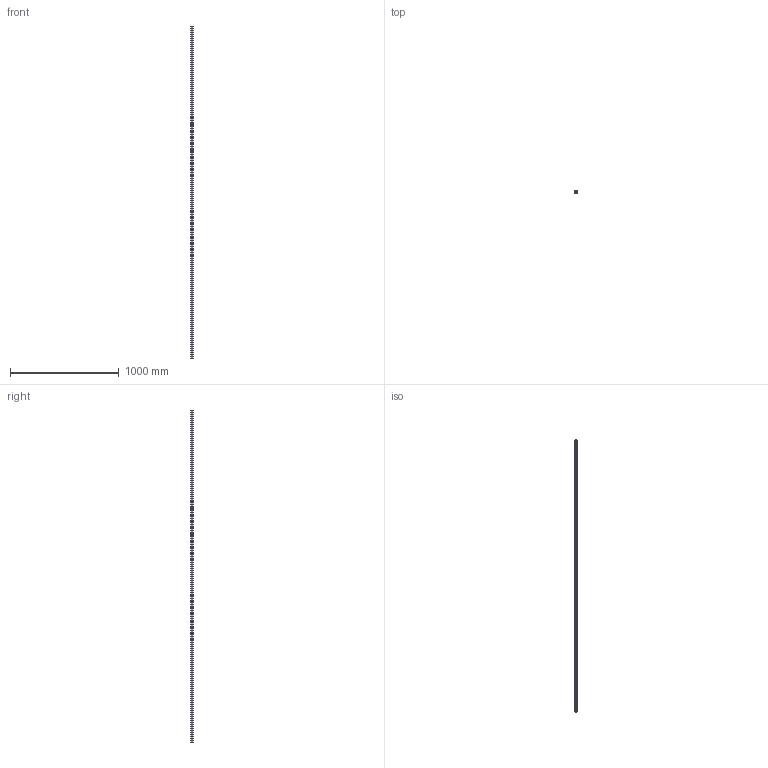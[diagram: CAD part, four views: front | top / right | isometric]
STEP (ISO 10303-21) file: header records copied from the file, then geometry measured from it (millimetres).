
FILE_DESCRIPTION(('TurboCAD Mac Pro'),'Build 980');
FILE_NAME('P7001.stp',' ',(''),(''),'ACIS Interop','IMSI','TurboCAD Mac Pro BY IMSI, INCORPORATED');
FILE_SCHEMA(('automotive_design'));
Length unit declared in the file: inch
Products named in the file (2): 1; 2
Bounding box: 20.64 x 20.66 x 3048 mm (x, y, z)
Volume: 296439.9 mm3; surface area: 592122.4 mm2
Topology: 2 solids, 2 shells, 56 faces, 156 edges, 104 vertices
Faces by surface type: bspline 32, plane 24
Entity records: 2447 total; most frequent: CARTESIAN_POINT 734, ORIENTED_EDGE 312, EDGE_CURVE 156, DIRECTION 144, VERTEX_POINT 104, LINE 92, VECTOR 92, B_SPLINE_CURVE_WITH_KNOTS 64
